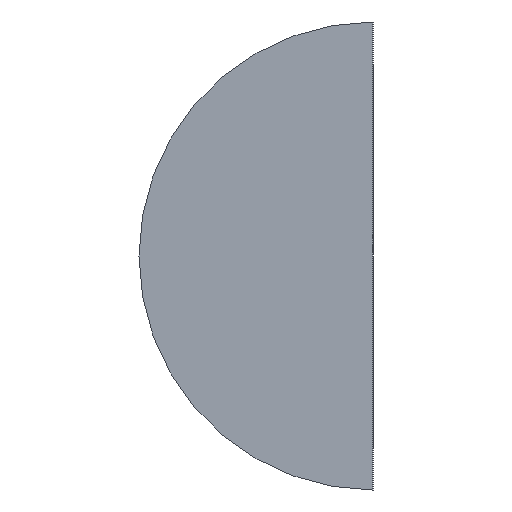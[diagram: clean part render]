
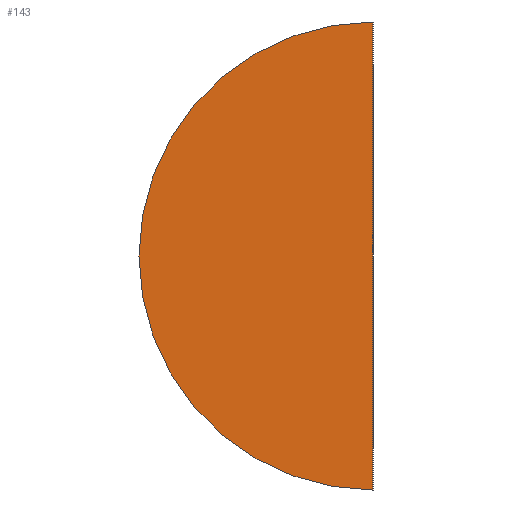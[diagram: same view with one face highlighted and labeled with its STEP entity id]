
A CAD part, left-side view. The second image highlights one B-rep face of the part: STEP entity #143.
In plain terms, the highlighted planar face has unit normal (-1, 0, 0).
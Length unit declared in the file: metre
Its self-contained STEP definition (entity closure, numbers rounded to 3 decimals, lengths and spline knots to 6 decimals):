
#1 = VERTEX_POINT ( 'NONE', #304 ) ;
#6 = CARTESIAN_POINT ( 'NONE',  ( -15., 0., 0.757997 ) ) ;
#12 = AXIS2_PLACEMENT_3D ( 'NONE', #284, #286, #116 ) ;
#13 = DIRECTION ( 'NONE',  ( 0., 0., -1. ) ) ;
#15 = ORIENTED_EDGE ( 'NONE', *, *, #112, .T. ) ;
#36 = CARTESIAN_POINT ( 'NONE',  ( -15., 0., 0. ) ) ;
#57 = VERTEX_POINT ( 'NONE', #6 ) ;
#79 = CIRCLE ( 'NONE', #85, 0.757997 ) ;
#85 = AXIS2_PLACEMENT_3D ( 'NONE', #338, #175, #13 ) ;
#112 = EDGE_CURVE ( 'NONE', #1, #57, #136, .T. ) ;
#116 = DIRECTION ( 'NONE',  ( 0., 0., -1. ) ) ;
#136 = LINE ( 'NONE', #36, #183 ) ;
#143 = ADVANCED_FACE ( 'NONE', ( #248 ), #227, .F. ) ;
#167 = DIRECTION ( 'NONE',  ( 0., 0., 1. ) ) ;
#175 = DIRECTION ( 'NONE',  ( 1., 0., 0. ) ) ;
#183 = VECTOR ( 'NONE', #167, 1. ) ;
#185 = EDGE_CURVE ( 'NONE', #1, #57, #79, .T. ) ;
#227 = PLANE ( 'NONE',  #12 ) ;
#248 = FACE_OUTER_BOUND ( 'NONE', #326, .T. ) ;
#276 = ORIENTED_EDGE ( 'NONE', *, *, #185, .F. ) ;
#284 = CARTESIAN_POINT ( 'NONE',  ( -15., 0., 0. ) ) ;
#286 = DIRECTION ( 'NONE',  ( 1., 0., 0. ) ) ;
#304 = CARTESIAN_POINT ( 'NONE',  ( -15., 0., -0.757997 ) ) ;
#326 = EDGE_LOOP ( 'NONE', ( #276, #15 ) ) ;
#338 = CARTESIAN_POINT ( 'NONE',  ( -15., 0., 0. ) ) ;
